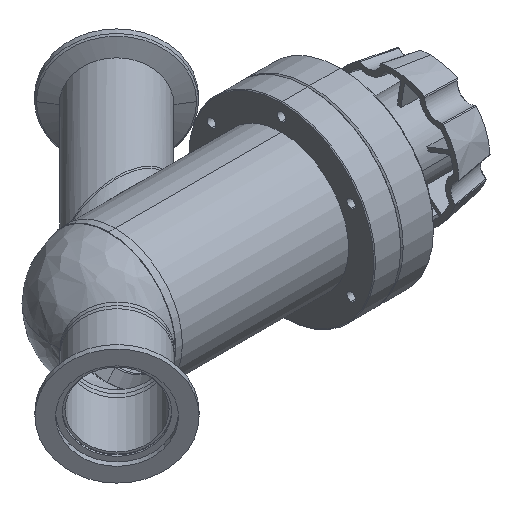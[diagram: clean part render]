
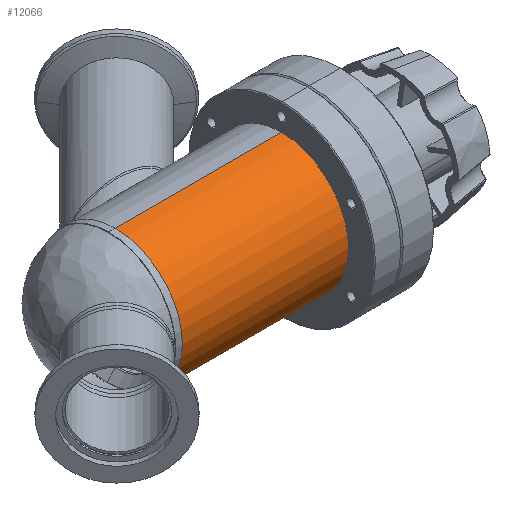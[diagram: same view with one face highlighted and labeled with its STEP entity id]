
A CAD part, isometric view. The second image highlights one B-rep face of the part: STEP entity #12066.
In plain terms, the highlighted cylindrical face has radius 31.75 mm (diameter 63.5 mm), a partial arc.
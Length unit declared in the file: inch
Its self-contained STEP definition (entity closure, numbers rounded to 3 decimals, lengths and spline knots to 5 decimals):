
#575 = CIRCLE ( 'NONE', #3087, 1.25 ) ;
#1688 = EDGE_CURVE ( 'NONE', #4370, #11132, #3997, .T. ) ;
#2382 = FACE_OUTER_BOUND ( 'NONE', #6365, .T. ) ;
#2771 = AXIS2_PLACEMENT_3D ( 'NONE', #9619, #8299, #8594 ) ;
#3087 = AXIS2_PLACEMENT_3D ( 'NONE', #9376, #3494, #10371 ) ;
#3494 = DIRECTION ( 'NONE',  ( 1., 0., 0. ) ) ;
#3884 = ORIENTED_EDGE ( 'NONE', *, *, #11639, .F. ) ;
#3997 = LINE ( 'NONE', #7324, #9187 ) ;
#4370 = VERTEX_POINT ( 'NONE', #9765 ) ;
#4660 = CARTESIAN_POINT ( 'NONE',  ( 3.132, 0., 0. ) ) ;
#4734 = CYLINDRICAL_SURFACE ( 'NONE', #2771, 1.25 ) ;
#5158 = VERTEX_POINT ( 'NONE', #11823 ) ;
#5646 = VERTEX_POINT ( 'NONE', #11526 ) ;
#5650 = DIRECTION ( 'NONE',  ( 0., 0., 1. ) ) ;
#6365 = EDGE_LOOP ( 'NONE', ( #3884, #10173, #7726, #8658 ) ) ;
#6406 = CIRCLE ( 'NONE', #6582, 1.25 ) ;
#6582 = AXIS2_PLACEMENT_3D ( 'NONE', #4660, #11544, #5650 ) ;
#6966 = DIRECTION ( 'NONE',  ( -1., 0., 0. ) ) ;
#7011 = CARTESIAN_POINT ( 'NONE',  ( 0., 0., 1.25 ) ) ;
#7039 = VECTOR ( 'NONE', #8487, 39.37008 ) ;
#7044 = EDGE_CURVE ( 'NONE', #11132, #5646, #575, .T. ) ;
#7324 = CARTESIAN_POINT ( 'NONE',  ( 3.152, 0., 1.25 ) ) ;
#7526 = CARTESIAN_POINT ( 'NONE',  ( 3.152, 0., -1.25 ) ) ;
#7726 = ORIENTED_EDGE ( 'NONE', *, *, #1688, .T. ) ;
#8299 = DIRECTION ( 'NONE',  ( -1., 0., 0. ) ) ;
#8487 = DIRECTION ( 'NONE',  ( -1., 0., 0. ) ) ;
#8594 = DIRECTION ( 'NONE',  ( 0., 0., 1. ) ) ;
#8658 = ORIENTED_EDGE ( 'NONE', *, *, #7044, .T. ) ;
#9187 = VECTOR ( 'NONE', #6966, 39.37008 ) ;
#9376 = CARTESIAN_POINT ( 'NONE',  ( 0., 0., 0. ) ) ;
#9619 = CARTESIAN_POINT ( 'NONE',  ( 3.152, 0., 0. ) ) ;
#9634 = LINE ( 'NONE', #7526, #7039 ) ;
#9765 = CARTESIAN_POINT ( 'NONE',  ( 3.132, 0., 1.25 ) ) ;
#10173 = ORIENTED_EDGE ( 'NONE', *, *, #11670, .T. ) ;
#10371 = DIRECTION ( 'NONE',  ( 0., 0., 1. ) ) ;
#11132 = VERTEX_POINT ( 'NONE', #7011 ) ;
#11526 = CARTESIAN_POINT ( 'NONE',  ( 0., 0., -1.25 ) ) ;
#11544 = DIRECTION ( 'NONE',  ( -1., 0., 0. ) ) ;
#11639 = EDGE_CURVE ( 'NONE', #5158, #5646, #9634, .T. ) ;
#11670 = EDGE_CURVE ( 'NONE', #5158, #4370, #6406, .T. ) ;
#11823 = CARTESIAN_POINT ( 'NONE',  ( 3.132, 0., -1.25 ) ) ;
#12066 = ADVANCED_FACE ( 'NONE', ( #2382 ), #4734, .T. ) ;
